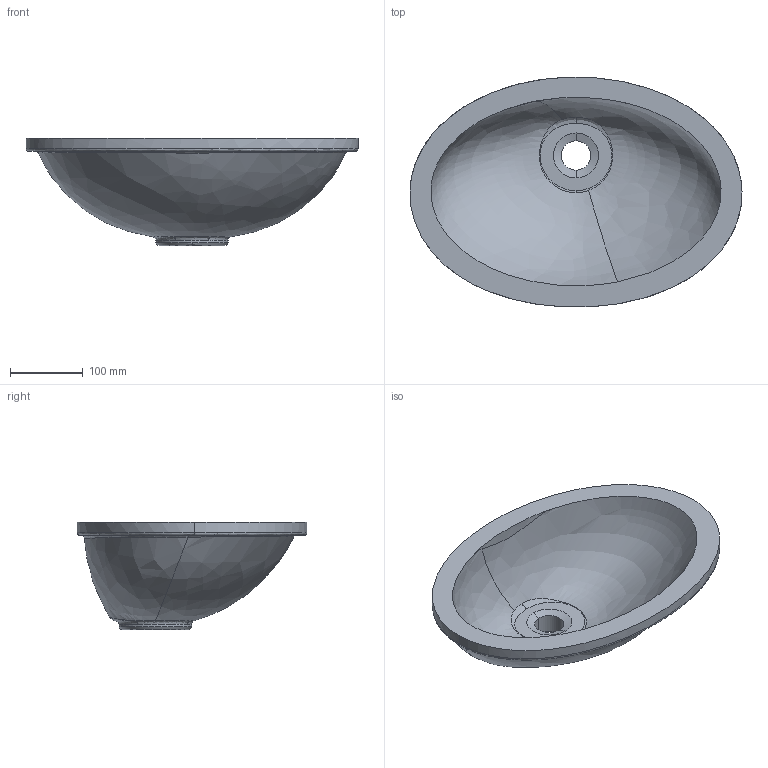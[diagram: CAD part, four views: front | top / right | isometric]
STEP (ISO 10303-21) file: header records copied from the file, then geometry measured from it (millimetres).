
FILE_DESCRIPTION(/* description */ (''),/* implementation_level */ '2;1');
FILE_NAME(/* name */ 'OVALI4~1',/* time_stamp */ '2023-01-04T12:13:10+02:00',/* author */ (''),/* organization */ (''),/* preprocessor_version */ 'ST-DEVELOPER v15',/* originating_system */ '',/* authorisation */ '');
FILE_SCHEMA (('AUTOMOTIVE_DESIGN'));
Length unit declared in the file: millimetre
Products named in the file (1): Document
Bounding box: 457.74 x 316.95 x 148 mm (x, y, z)
Volume: 3098814 mm3; surface area: 361083.7 mm2
Topology: 1 solids, 1 shells, 33 faces, 79 edges, 50 vertices
Faces by surface type: bspline 29, plane 4
Entity records: 20459 total; most frequent: CARTESIAN_POINT 19943, ORIENTED_EDGE 158, EDGE_CURVE 79, B_SPLINE_CURVE_WITH_KNOTS 64, VERTEX_POINT 50, EDGE_LOOP 37, ADVANCED_FACE 33, FACE_OUTER_BOUND 33
